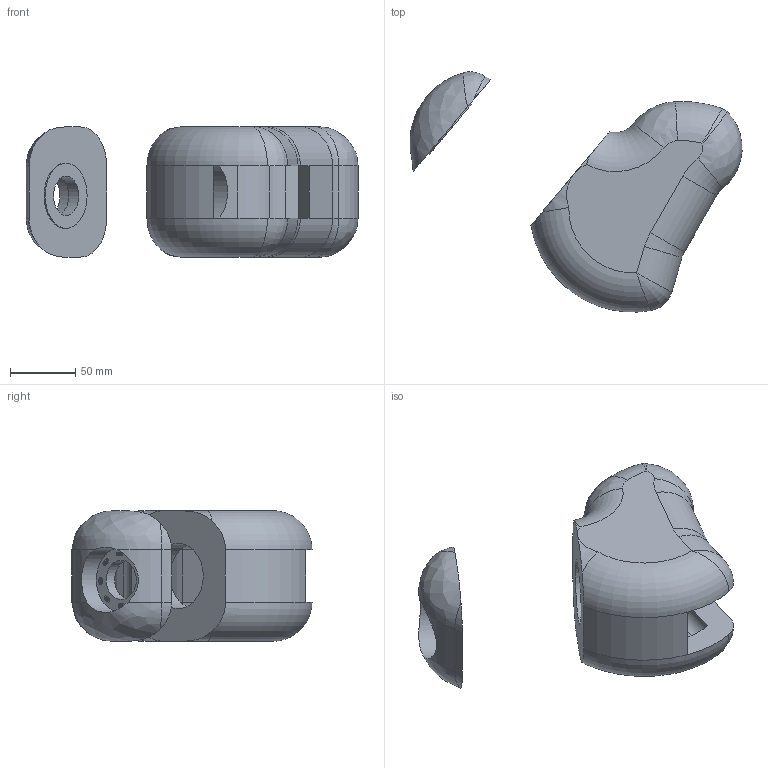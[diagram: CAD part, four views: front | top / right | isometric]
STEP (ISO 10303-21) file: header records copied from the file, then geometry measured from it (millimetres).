
FILE_DESCRIPTION(/* description */ (''),/* implementation_level */ '2;1');
FILE_NAME(/* name */ 'Unicorn Head.step',/* time_stamp */ '2025-07-29T02:54:05-04:00',/* author */ (''),/* organization */ (''),/* preprocessor_version */ 'ST-DEVELOPER v20.1',/* originating_system */ 'Autodesk Translation Framework v14.10.0.0',/* authorisation */ '');
FILE_SCHEMA (('AUTOMOTIVE_DESIGN { 1 0 10303 214 3 1 1 }'));
Length unit declared in the file: centimetre
Products named in the file (2): 2025-07-27-21-48-17-898; SK6812MINI-E
Assembly tree (8 placements, depth 2):
  2025-07-27-21-48-17-898
    SK6812MINI-E  x8
Bounding box: 254.39 x 183.92 x 100 mm (x, y, z)
Volume: 1028836.7 mm3; surface area: 127879.2 mm2
Topology: 42 solids, 42 shells, 1021 faces, 2265 edges, 1345 vertices
Faces by surface type: plane 441, cylinder 350, sphere 104, torus 58, bspline 52, cone 16
Full cylindrical faces by diameter (mm): 30 x1, 50 x2, 50.004 x1
Entity records: 7079 total; most frequent: CARTESIAN_POINT 2256, DIRECTION 1024, ORIENTED_EDGE 962, EDGE_CURVE 481, AXIS2_PLACEMENT_3D 400, VERTEX_POINT 288, LINE 224, VECTOR 224
